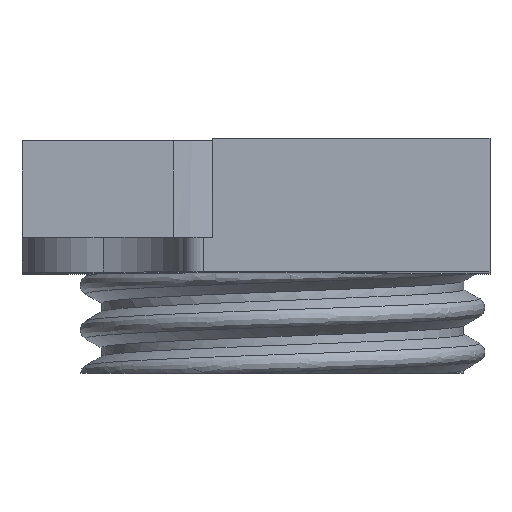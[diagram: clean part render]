
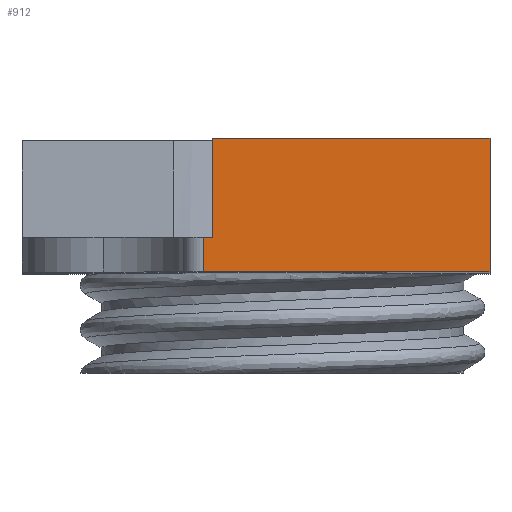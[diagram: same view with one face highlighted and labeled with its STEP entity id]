
A CAD part, top view. The second image highlights one B-rep face of the part: STEP entity #912.
In plain terms, the highlighted planar face has unit normal (0, 0, 1).
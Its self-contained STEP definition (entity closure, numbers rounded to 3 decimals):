
#23=PLANE('',#995);
#55=FACE_OUTER_BOUND('',#105,.T.);
#105=EDGE_LOOP('',(#694,#695,#696,#697,#698,#699));
#210=LINE('',#1386,#297);
#222=LINE('',#1648,#309);
#236=LINE('',#1689,#323);
#238=LINE('',#1693,#325);
#239=LINE('',#1695,#326);
#240=LINE('',#1696,#327);
#297=VECTOR('',#1069,10.);
#309=VECTOR('',#1125,10.);
#323=VECTOR('',#1155,10.);
#325=VECTOR('',#1159,10.);
#326=VECTOR('',#1160,10.);
#327=VECTOR('',#1161,10.);
#392=VERTEX_POINT('',#1383);
#393=VERTEX_POINT('',#1385);
#426=VERTEX_POINT('',#1645);
#427=VERTEX_POINT('',#1647);
#447=VERTEX_POINT('',#1692);
#448=VERTEX_POINT('',#1694);
#487=EDGE_CURVE('',#392,#393,#210,.T.);
#524=EDGE_CURVE('',#427,#426,#222,.T.);
#545=EDGE_CURVE('',#393,#426,#236,.T.);
#547=EDGE_CURVE('',#392,#447,#238,.T.);
#548=EDGE_CURVE('',#447,#448,#239,.T.);
#549=EDGE_CURVE('',#427,#448,#240,.T.);
#694=ORIENTED_EDGE('',*,*,#545,.F.);
#695=ORIENTED_EDGE('',*,*,#487,.F.);
#696=ORIENTED_EDGE('',*,*,#547,.T.);
#697=ORIENTED_EDGE('',*,*,#548,.T.);
#698=ORIENTED_EDGE('',*,*,#549,.F.);
#699=ORIENTED_EDGE('',*,*,#524,.T.);
#912=ADVANCED_FACE('',(#55),#23,.T.);
#995=AXIS2_PLACEMENT_3D('',#1691,#1157,#1158);
#1069=DIRECTION('',(-1.,0.,0.));
#1125=DIRECTION('',(-1.,0.,0.));
#1155=DIRECTION('',(0.,1.,0.));
#1157=DIRECTION('center_axis',(0.,0.,1.));
#1158=DIRECTION('ref_axis',(1.,0.,0.));
#1159=DIRECTION('',(0.,1.,0.));
#1160=DIRECTION('',(-1.,0.,0.));
#1161=DIRECTION('',(0.,1.,0.));
#1383=CARTESIAN_POINT('',(37.97,-9.325,89.095));
#1385=CARTESIAN_POINT('',(9.071,-9.325,89.095));
#1386=CARTESIAN_POINT('',(35.47,-9.325,89.095));
#1645=CARTESIAN_POINT('',(9.071,-5.825,89.095));
#1647=CARTESIAN_POINT('',(10.023,-5.825,89.095));
#1648=CARTESIAN_POINT('',(-25.67,-5.825,89.095));
#1689=CARTESIAN_POINT('',(9.071,-3.825,89.095));
#1691=CARTESIAN_POINT('Origin',(-46.05,-7.825,89.095));
#1692=CARTESIAN_POINT('',(37.97,4.13,89.095));
#1693=CARTESIAN_POINT('',(37.97,-2.228,89.095));
#1694=CARTESIAN_POINT('',(10.023,4.13,89.095));
#1695=CARTESIAN_POINT('',(20.023,4.13,89.095));
#1696=CARTESIAN_POINT('',(10.023,-5.825,89.095));
